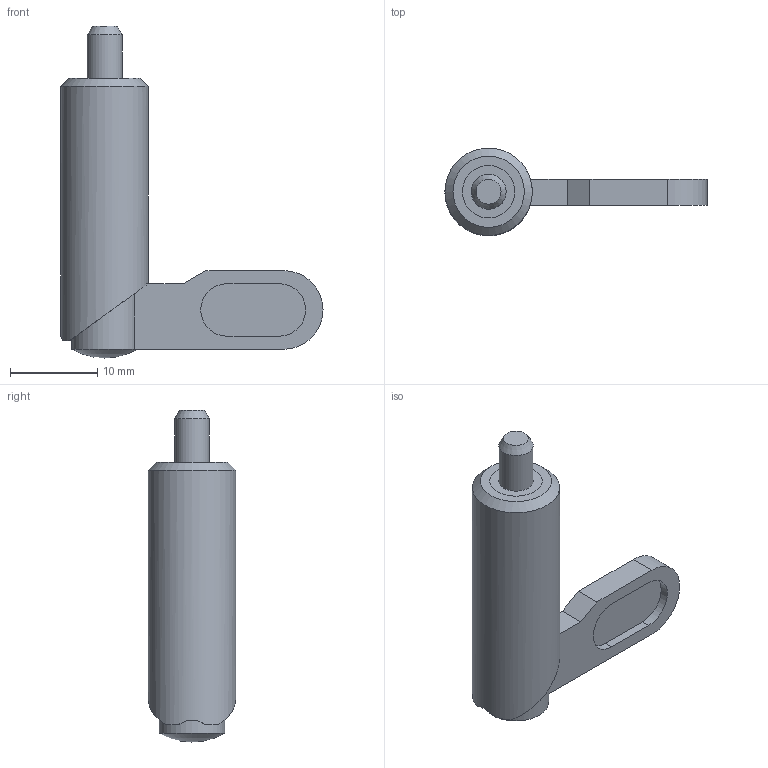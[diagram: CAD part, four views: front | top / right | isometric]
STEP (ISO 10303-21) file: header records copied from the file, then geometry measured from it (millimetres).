
FILE_DESCRIPTION( ( 'STEP AP214' ), '1' );
FILE_NAME( 'K0348.04041038.stp', '2020-12-03T14:00:11', ( '' ), ( '' ), ' ', 'PARTsolutions', ' ' );
FILE_SCHEMA( ( 'AUTOMOTIVE_DESIGN { 1 0 10303 214 1 1 1 1 }' ) );
Length unit declared in the file: millimetre
Products named in the file (3): K0348.04041038; _K0348_10_M 10_huelse; _4_10_Griff
Assembly tree (2 placements, depth 2):
  K0348.04041038
    _K0348_10_M 10_huelse
    _4_10_Griff
Bounding box: 30 x 10 x 38 mm (x, y, z)
Volume: 2462.6 mm3; surface area: 2696.7 mm2
Topology: 2 solids, 2 shells, 39 faces, 86 edges, 56 vertices
Faces by surface type: plane 21, cylinder 15, cone 2, sphere 1
Full cylindrical faces by diameter (mm): 4 x3, 6 x2, 8 x1, 10 x1
Entity records: 1404 total; most frequent: CARTESIAN_POINT 206, DIRECTION 188, ORIENTED_EDGE 144, AXIS2_PLACEMENT_3D 77, EDGE_CURVE 72, EDGE_LOOP 56, VERTEX_POINT 53, FACE_OUTER_BOUND 46
